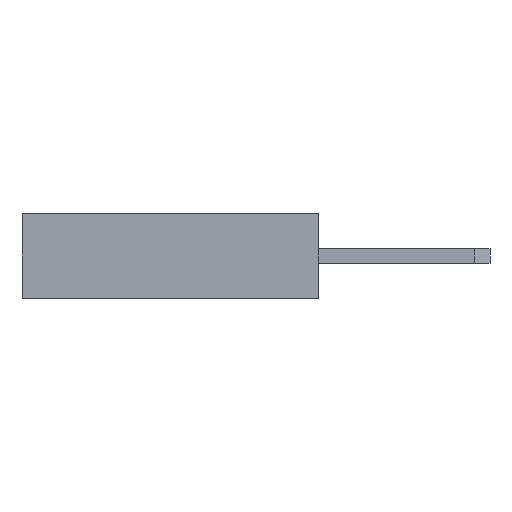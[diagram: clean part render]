
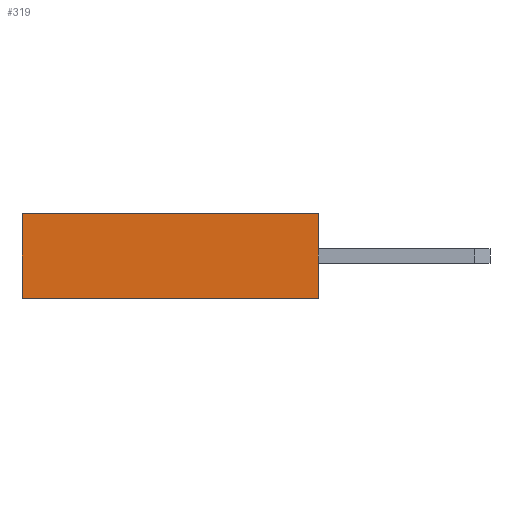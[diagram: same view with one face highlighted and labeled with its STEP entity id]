
A CAD part, left-side view. The second image highlights one B-rep face of the part: STEP entity #319.
In plain terms, the highlighted planar face has unit normal (-1, 0, 0).
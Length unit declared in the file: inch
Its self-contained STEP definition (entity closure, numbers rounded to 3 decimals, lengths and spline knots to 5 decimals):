
#319 = ADVANCED_FACE( '', ( #627 ), #628, .F. );
#627 = FACE_OUTER_BOUND( '', #917, .T. );
#628 = PLANE( '', #918 );
#917 = EDGE_LOOP( '', ( #1715, #1716, #1717, #1718 ) );
#918 = AXIS2_PLACEMENT_3D( '', #1719, #1720, #1721 );
#1715 = ORIENTED_EDGE( '', *, *, #1965, .T. );
#1716 = ORIENTED_EDGE( '', *, *, #2051, .F. );
#1717 = ORIENTED_EDGE( '', *, *, #2024, .F. );
#1718 = ORIENTED_EDGE( '', *, *, #1811, .T. );
#1719 = CARTESIAN_POINT( '', ( -0.26, 0.335, -0.0475 ) );
#1720 = DIRECTION( '', ( 1., 0., 0. ) );
#1721 = DIRECTION( '', ( 0., 0., -1. ) );
#1811 = EDGE_CURVE( '', #2185, #2183, #2186, .T. );
#1965 = EDGE_CURVE( '', #2183, #2424, #2426, .T. );
#2024 = EDGE_CURVE( '', #2185, #2499, #2500, .T. );
#2051 = EDGE_CURVE( '', #2499, #2424, #2528, .T. );
#2183 = VERTEX_POINT( '', #2714 );
#2185 = VERTEX_POINT( '', #2717 );
#2186 = LINE( '', #2718, #2719 );
#2424 = VERTEX_POINT( '', #3075 );
#2426 = LINE( '', #3078, #3079 );
#2499 = VERTEX_POINT( '', #3191 );
#2500 = LINE( '', #3192, #3193 );
#2528 = LINE( '', #3233, #3234 );
#2714 = CARTESIAN_POINT( '', ( -0.26, 0., -0.0475 ) );
#2717 = CARTESIAN_POINT( '', ( -0.26, 0.335, -0.0475 ) );
#2718 = CARTESIAN_POINT( '', ( -0.26, 0.335, -0.0475 ) );
#2719 = VECTOR( '', #3311, 39.37008 );
#3075 = CARTESIAN_POINT( '', ( -0.26, 0., 0.0475 ) );
#3078 = CARTESIAN_POINT( '', ( -0.26, 0., -0.0475 ) );
#3079 = VECTOR( '', #3431, 39.37008 );
#3191 = CARTESIAN_POINT( '', ( -0.26, 0.335, 0.0475 ) );
#3192 = CARTESIAN_POINT( '', ( -0.26, 0.335, -0.0475 ) );
#3193 = VECTOR( '', #3471, 39.37008 );
#3233 = CARTESIAN_POINT( '', ( -0.26, 0.335, 0.0475 ) );
#3234 = VECTOR( '', #3484, 39.37008 );
#3311 = DIRECTION( '', ( 0., -1., 0. ) );
#3431 = DIRECTION( '', ( 0., 0., 1. ) );
#3471 = DIRECTION( '', ( 0., 0., 1. ) );
#3484 = DIRECTION( '', ( 0., -1., 0. ) );
